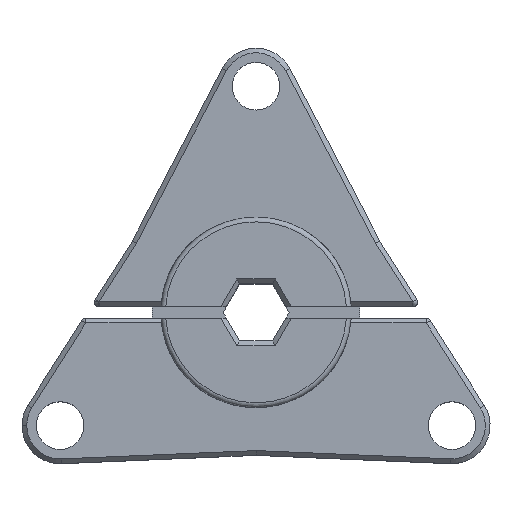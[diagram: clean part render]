
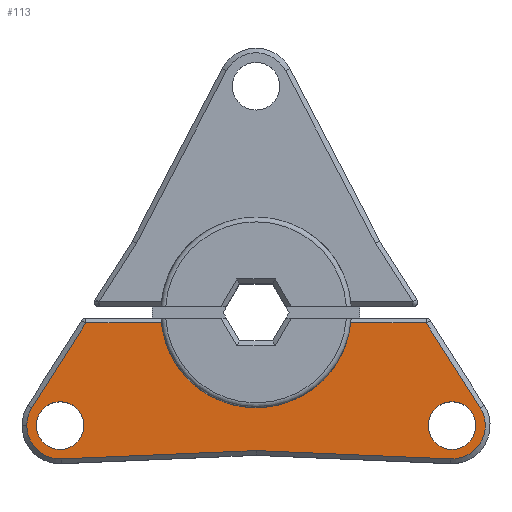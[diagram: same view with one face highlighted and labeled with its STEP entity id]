
A CAD part, top view. The second image highlights one B-rep face of the part: STEP entity #113.
In plain terms, the highlighted planar face has unit normal (0, 0, 1).
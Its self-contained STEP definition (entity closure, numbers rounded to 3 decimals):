
#68 = VECTOR ( 'NONE', #2862, 1000. ) ;
#73 = AXIS2_PLACEMENT_3D ( 'NONE', #1975, #2011, #2755 ) ;
#113 = ADVANCED_FACE ( 'NONE', ( #192, #944, #479 ), #2190, .T. ) ;
#142 = VERTEX_POINT ( 'NONE', #1201 ) ;
#152 = EDGE_CURVE ( 'NONE', #310, #2493, #2801, .T. ) ;
#192 = FACE_OUTER_BOUND ( 'NONE', #2391, .T. ) ;
#212 = DIRECTION ( 'NONE',  ( 1., 0., 0. ) ) ;
#254 = VERTEX_POINT ( 'NONE', #1645 ) ;
#258 = EDGE_CURVE ( 'NONE', #1908, #848, #1659, .T. ) ;
#285 = ORIENTED_EDGE ( 'NONE', *, *, #946, .F. ) ;
#290 = AXIS2_PLACEMENT_3D ( 'NONE', #2389, #346, #1362 ) ;
#310 = VERTEX_POINT ( 'NONE', #1173 ) ;
#346 = DIRECTION ( 'NONE',  ( 0., 0., 1. ) ) ;
#349 = CARTESIAN_POINT ( 'NONE',  ( 17.865, -1.1, 30.5 ) ) ;
#395 = DIRECTION ( 'NONE',  ( -1., 0., 0. ) ) ;
#417 = CARTESIAN_POINT ( 'NONE',  ( 0., 0., 30.5 ) ) ;
#438 = DIRECTION ( 'NONE',  ( 0., 0., 1. ) ) ;
#451 = LINE ( 'NONE', #2182, #2064 ) ;
#464 = VERTEX_POINT ( 'NONE', #1710 ) ;
#471 = CARTESIAN_POINT ( 'NONE',  ( 9.982, -1.1, 30.5 ) ) ;
#479 = FACE_BOUND ( 'NONE', #1583, .T. ) ;
#495 = CARTESIAN_POINT ( 'NONE',  ( 20.568, -11.875, 30.5 ) ) ;
#528 = AXIS2_PLACEMENT_3D ( 'NONE', #2209, #2764, #212 ) ;
#561 = DIRECTION ( 'NONE',  ( 1., 0., 0. ) ) ;
#614 = EDGE_CURVE ( 'NONE', #2696, #2219, #2426, .T. ) ;
#626 = EDGE_CURVE ( 'NONE', #254, #464, #1384, .T. ) ;
#667 = CARTESIAN_POINT ( 'NONE',  ( -20.568, -11.875, 30.5 ) ) ;
#756 = EDGE_CURVE ( 'NONE', #1950, #1852, #3243, .T. ) ;
#848 = VERTEX_POINT ( 'NONE', #2799 ) ;
#863 = DIRECTION ( 'NONE',  ( 1., 0., 0. ) ) ;
#921 = ORIENTED_EDGE ( 'NONE', *, *, #3114, .T. ) ;
#944 = FACE_BOUND ( 'NONE', #1468, .T. ) ;
#946 = EDGE_CURVE ( 'NONE', #2493, #310, #1686, .T. ) ;
#950 = ORIENTED_EDGE ( 'NONE', *, *, #1082, .T. ) ;
#1082 = EDGE_CURVE ( 'NONE', #2338, #1950, #451, .T. ) ;
#1139 = DIRECTION ( 'NONE',  ( 1., 0., 0. ) ) ;
#1142 = DIRECTION ( 'NONE',  ( 0.999, -0.043, 0. ) ) ;
#1173 = CARTESIAN_POINT ( 'NONE',  ( 18.068, -11.875, 30.5 ) ) ;
#1177 = LINE ( 'NONE', #3174, #2820 ) ;
#1201 = CARTESIAN_POINT ( 'NONE',  ( -20.419, -15.372, 30.5 ) ) ;
#1217 = ORIENTED_EDGE ( 'NONE', *, *, #2466, .F. ) ;
#1265 = CIRCLE ( 'NONE', #2963, 2.5 ) ;
#1269 = LINE ( 'NONE', #1739, #2101 ) ;
#1270 = DIRECTION ( 'NONE',  ( -1., 0., 0. ) ) ;
#1333 = ORIENTED_EDGE ( 'NONE', *, *, #2117, .T. ) ;
#1355 = CARTESIAN_POINT ( 'NONE',  ( -23.068, -11.875, 30.5 ) ) ;
#1358 = ORIENTED_EDGE ( 'NONE', *, *, #152, .F. ) ;
#1362 = DIRECTION ( 'NONE',  ( 1., 0., 0. ) ) ;
#1384 = LINE ( 'NONE', #1881, #1883 ) ;
#1406 = CIRCLE ( 'NONE', #2693, 3.5 ) ;
#1412 = EDGE_CURVE ( 'NONE', #1918, #2393, #1265, .T. ) ;
#1434 = ORIENTED_EDGE ( 'NONE', *, *, #3238, .T. ) ;
#1437 = VECTOR ( 'NONE', #1270, 1000. ) ;
#1440 = DIRECTION ( 'NONE',  ( -0.537, -0.844, 0. ) ) ;
#1457 = CARTESIAN_POINT ( 'NONE',  ( 17.865, -1.1, 30.5 ) ) ;
#1468 = EDGE_LOOP ( 'NONE', ( #1358, #285 ) ) ;
#1478 = CIRCLE ( 'NONE', #73, 3.5 ) ;
#1498 = ORIENTED_EDGE ( 'NONE', *, *, #2596, .T. ) ;
#1517 = CARTESIAN_POINT ( 'NONE',  ( 23.522, -9.997, 30.5 ) ) ;
#1561 = DIRECTION ( 'NONE',  ( 1., 0., 0. ) ) ;
#1583 = EDGE_LOOP ( 'NONE', ( #3263, #1217 ) ) ;
#1636 = DIRECTION ( 'NONE',  ( 0., 0., 1. ) ) ;
#1645 = CARTESIAN_POINT ( 'NONE',  ( 0., -14.5, 30.5 ) ) ;
#1659 = CIRCLE ( 'NONE', #3011, 10. ) ;
#1660 = AXIS2_PLACEMENT_3D ( 'NONE', #495, #1944, #1713 ) ;
#1686 = CIRCLE ( 'NONE', #290, 2.5 ) ;
#1710 = CARTESIAN_POINT ( 'NONE',  ( 20.419, -15.372, 30.5 ) ) ;
#1713 = DIRECTION ( 'NONE',  ( 1., 0., 0. ) ) ;
#1739 = CARTESIAN_POINT ( 'NONE',  ( -0.021, -14.5, 30.5 ) ) ;
#1759 = DIRECTION ( 'NONE',  ( 0., 0., 1. ) ) ;
#1772 = CARTESIAN_POINT ( 'NONE',  ( -18.068, -11.875, 30.5 ) ) ;
#1791 = AXIS2_PLACEMENT_3D ( 'NONE', #1845, #2134, #1139 ) ;
#1804 = DIRECTION ( 'NONE',  ( 0., 0., 1. ) ) ;
#1845 = CARTESIAN_POINT ( 'NONE',  ( -20.568, -11.875, 30.5 ) ) ;
#1851 = CARTESIAN_POINT ( 'NONE',  ( -9.939, -1.1, 30.5 ) ) ;
#1852 = VERTEX_POINT ( 'NONE', #1906 ) ;
#1881 = CARTESIAN_POINT ( 'NONE',  ( 20.419, -15.372, 30.5 ) ) ;
#1883 = VECTOR ( 'NONE', #1142, 1000. ) ;
#1906 = CARTESIAN_POINT ( 'NONE',  ( -24.068, -11.875, 30.5 ) ) ;
#1908 = VERTEX_POINT ( 'NONE', #1851 ) ;
#1918 = VERTEX_POINT ( 'NONE', #1355 ) ;
#1944 = DIRECTION ( 'NONE',  ( 0., 0., 1. ) ) ;
#1950 = VERTEX_POINT ( 'NONE', #2647 ) ;
#1975 = CARTESIAN_POINT ( 'NONE',  ( -20.568, -11.875, 30.5 ) ) ;
#2011 = DIRECTION ( 'NONE',  ( 0., 0., 1. ) ) ;
#2064 = VECTOR ( 'NONE', #1440, 1000. ) ;
#2101 = VECTOR ( 'NONE', #2984, 1000. ) ;
#2117 = EDGE_CURVE ( 'NONE', #142, #254, #1269, .T. ) ;
#2119 = ORIENTED_EDGE ( 'NONE', *, *, #626, .T. ) ;
#2134 = DIRECTION ( 'NONE',  ( 0., 0., 1. ) ) ;
#2155 = ORIENTED_EDGE ( 'NONE', *, *, #2399, .T. ) ;
#2182 = CARTESIAN_POINT ( 'NONE',  ( -23.522, -9.997, 30.5 ) ) ;
#2190 = PLANE ( 'NONE',  #528 ) ;
#2209 = CARTESIAN_POINT ( 'NONE',  ( 20.568, -11.875, 30.5 ) ) ;
#2219 = VERTEX_POINT ( 'NONE', #1457 ) ;
#2224 = AXIS2_PLACEMENT_3D ( 'NONE', #3059, #1759, #561 ) ;
#2338 = VERTEX_POINT ( 'NONE', #3047 ) ;
#2389 = CARTESIAN_POINT ( 'NONE',  ( 20.568, -11.875, 30.5 ) ) ;
#2391 = EDGE_LOOP ( 'NONE', ( #3181, #921, #950, #3163, #1498, #1333, #2119, #2155, #2544, #1434 ) ) ;
#2393 = VERTEX_POINT ( 'NONE', #1772 ) ;
#2399 = EDGE_CURVE ( 'NONE', #464, #2696, #1406, .T. ) ;
#2426 = LINE ( 'NONE', #349, #68 ) ;
#2429 = DIRECTION ( 'NONE',  ( 1., 0., 0. ) ) ;
#2466 = EDGE_CURVE ( 'NONE', #2393, #1918, #3178, .T. ) ;
#2493 = VERTEX_POINT ( 'NONE', #3139 ) ;
#2544 = ORIENTED_EDGE ( 'NONE', *, *, #614, .T. ) ;
#2596 = EDGE_CURVE ( 'NONE', #1852, #142, #1478, .T. ) ;
#2647 = CARTESIAN_POINT ( 'NONE',  ( -23.522, -9.997, 30.5 ) ) ;
#2693 = AXIS2_PLACEMENT_3D ( 'NONE', #3088, #1804, #1561 ) ;
#2696 = VERTEX_POINT ( 'NONE', #1517 ) ;
#2738 = LINE ( 'NONE', #471, #1437 ) ;
#2755 = DIRECTION ( 'NONE',  ( 1., 0., 0. ) ) ;
#2764 = DIRECTION ( 'NONE',  ( 0., 0., 1. ) ) ;
#2799 = CARTESIAN_POINT ( 'NONE',  ( 9.939, -1.1, 30.5 ) ) ;
#2801 = CIRCLE ( 'NONE', #1660, 2.5 ) ;
#2820 = VECTOR ( 'NONE', #395, 1000. ) ;
#2862 = DIRECTION ( 'NONE',  ( -0.537, 0.844, 0. ) ) ;
#2963 = AXIS2_PLACEMENT_3D ( 'NONE', #667, #1636, #863 ) ;
#2984 = DIRECTION ( 'NONE',  ( 0.999, 0.043, 0. ) ) ;
#3011 = AXIS2_PLACEMENT_3D ( 'NONE', #417, #438, #2429 ) ;
#3047 = CARTESIAN_POINT ( 'NONE',  ( -17.865, -1.1, 30.5 ) ) ;
#3059 = CARTESIAN_POINT ( 'NONE',  ( -20.568, -11.875, 30.5 ) ) ;
#3088 = CARTESIAN_POINT ( 'NONE',  ( 20.568, -11.875, 30.5 ) ) ;
#3114 = EDGE_CURVE ( 'NONE', #1908, #2338, #1177, .T. ) ;
#3139 = CARTESIAN_POINT ( 'NONE',  ( 23.068, -11.875, 30.5 ) ) ;
#3163 = ORIENTED_EDGE ( 'NONE', *, *, #756, .T. ) ;
#3174 = CARTESIAN_POINT ( 'NONE',  ( -17.865, -1.1, 30.5 ) ) ;
#3178 = CIRCLE ( 'NONE', #1791, 2.5 ) ;
#3181 = ORIENTED_EDGE ( 'NONE', *, *, #258, .F. ) ;
#3238 = EDGE_CURVE ( 'NONE', #2219, #848, #2738, .T. ) ;
#3243 = CIRCLE ( 'NONE', #2224, 3.5 ) ;
#3263 = ORIENTED_EDGE ( 'NONE', *, *, #1412, .F. ) ;
